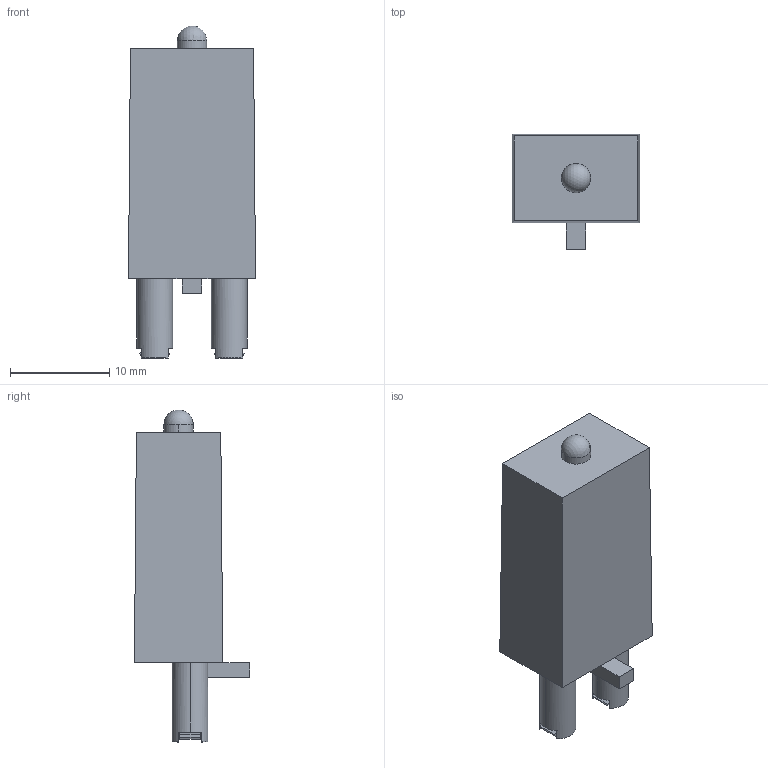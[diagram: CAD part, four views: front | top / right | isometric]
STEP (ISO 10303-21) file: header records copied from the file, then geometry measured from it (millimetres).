
FILE_DESCRIPTION(('Creo Elements/Direct Modeling STEP Export'),'2;1');
FILE_NAME('model.stp','2020-06-03T 8:52:02',(''),(''),'Creo Elements/Direct Modeling STEP processor for AP214 (Solid Model)','Creo Elements/Direct Modeling 20.1A 29-Sep-2018 (C) Parametric Technology GmbH','');
FILE_SCHEMA(('AUTOMOTIVE_DESIGN { 1 0 10303 214 1 1 1 1 }'));
Length unit declared in the file: millimetre
Products named in the file (2): LDP_LV...DC-select
Assembly tree (1 placements, depth 2):
  LDP_LV...DC-select
    LDP_LV...DC-select
Bounding box: 12.8 x 11.6 x 33.43 mm (x, y, z)
Volume: 2697.4 mm3; surface area: 1524.6 mm2
Topology: 1 solids, 1 shells, 63 faces, 162 edges, 104 vertices
Faces by surface type: plane 56, cylinder 6, sphere 1
Entity records: 2067 total; most frequent: ORIENTED_EDGE 320, CARTESIAN_POINT 306, DIRECTION 267, EDGE_CURVE 160, VECTOR 137, LINE 137, VERTEX_POINT 104, EDGE_LOOP 68
